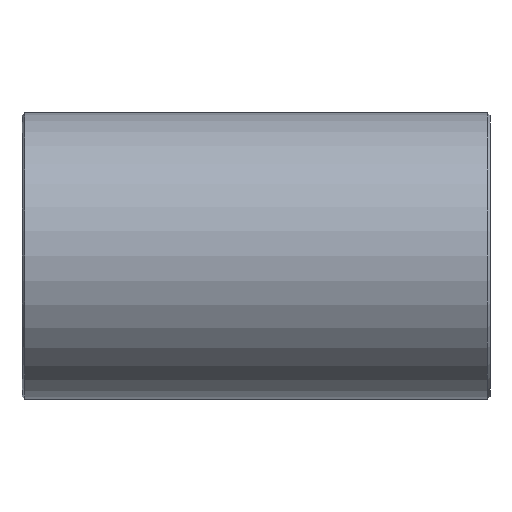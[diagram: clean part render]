
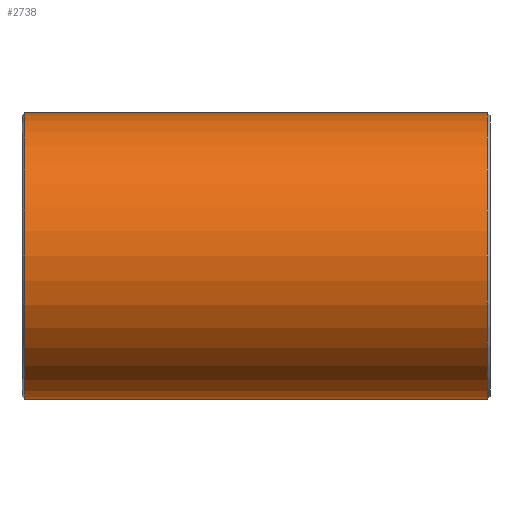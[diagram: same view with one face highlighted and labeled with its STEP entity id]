
A CAD part, front view. The second image highlights one B-rep face of the part: STEP entity #2738.
In plain terms, the highlighted cylindrical face has radius 49 mm (diameter 98 mm), a full revolution.
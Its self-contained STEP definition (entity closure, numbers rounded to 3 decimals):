
#27 = DIRECTION ( 'NONE',  ( 0., 0., -1. ) ) ;
#106 = CARTESIAN_POINT ( 'NONE',  ( 0., 0., 49. ) ) ;
#242 = DIRECTION ( 'NONE',  ( 0., 0., 1. ) ) ;
#399 = CARTESIAN_POINT ( 'NONE',  ( 79., 0., -49. ) ) ;
#1290 = ORIENTED_EDGE ( 'NONE', *, *, #2122, .T. ) ;
#1295 = EDGE_LOOP ( 'NONE', ( #7921 ) ) ;
#1656 = VERTEX_POINT ( 'NONE', #6001 ) ;
#1749 = FACE_OUTER_BOUND ( 'NONE', #2112, .T. ) ;
#2112 = EDGE_LOOP ( 'NONE', ( #3190 ) ) ;
#2122 = EDGE_CURVE ( 'NONE', #1656, #3027, #7072, .T. ) ;
#2440 = AXIS2_PLACEMENT_3D ( 'NONE', #3608, #3721, #5506 ) ;
#2452 = FACE_OUTER_BOUND ( 'NONE', #1295, .T. ) ;
#2632 = CARTESIAN_POINT ( 'NONE',  ( -113., 98., 49. ) ) ;
#2738 = ADVANCED_FACE ( 'NONE', ( #2452, #1749, #3567 ), #7357, .T. ) ;
#2948 = CARTESIAN_POINT ( 'NONE',  ( 0., 0., -49. ) ) ;
#2957 = VERTEX_POINT ( 'NONE', #399 ) ;
#3027 = VERTEX_POINT ( 'NONE', #3800 ) ;
#3190 = ORIENTED_EDGE ( 'NONE', *, *, #7671, .T. ) ;
#3243 = CIRCLE ( 'NONE', #7327, 49. ) ;
#3284 = CARTESIAN_POINT ( 'NONE',  ( -113., 98., -49. ) ) ;
#3567 = FACE_BOUND ( 'NONE', #7294, .T. ) ;
#3608 = CARTESIAN_POINT ( 'NONE',  ( 0., 0., 0. ) ) ;
#3721 = DIRECTION ( 'NONE',  ( 1., 0., 0. ) ) ;
#3800 = CARTESIAN_POINT ( 'NONE',  ( 0., 0., 49. ) ) ;
#3916 =( BOUNDED_CURVE ( )  B_SPLINE_CURVE ( 3, ( #106, #2632, #3284, #5790 ),
 .UNSPECIFIED., .F., .T. ) 
 B_SPLINE_CURVE_WITH_KNOTS ( ( 4, 4 ),
 ( 1.571, 4.712 ),
 .UNSPECIFIED. ) 
 CURVE ( )  GEOMETRIC_REPRESENTATION_ITEM ( )  RATIONAL_B_SPLINE_CURVE ( ( 1., 0.333, 0.333, 1. ) ) 
 REPRESENTATION_ITEM ( '' )  );
#4846 = CARTESIAN_POINT ( 'NONE',  ( 113., 98., -49. ) ) ;
#4908 = DIRECTION ( 'NONE',  ( -1., 0., 0. ) ) ;
#5192 = DIRECTION ( 'NONE',  ( 1., 0., 0. ) ) ;
#5274 = CARTESIAN_POINT ( 'NONE',  ( -79., 0., 0. ) ) ;
#5352 = CIRCLE ( 'NONE', #6660, 49. ) ;
#5464 = CARTESIAN_POINT ( 'NONE',  ( 0., 0., 49. ) ) ;
#5506 = DIRECTION ( 'NONE',  ( 0., 0., -1. ) ) ;
#5673 = CARTESIAN_POINT ( 'NONE',  ( 79., 0., 0. ) ) ;
#5790 = CARTESIAN_POINT ( 'NONE',  ( 0., 0., -49. ) ) ;
#6001 = CARTESIAN_POINT ( 'NONE',  ( 0., 0., -49. ) ) ;
#6114 = CARTESIAN_POINT ( 'NONE',  ( 113., 98., 49. ) ) ;
#6658 = CARTESIAN_POINT ( 'NONE',  ( -79., 0., 49. ) ) ;
#6660 = AXIS2_PLACEMENT_3D ( 'NONE', #5274, #5192, #242 ) ;
#7072 =( BOUNDED_CURVE ( )  B_SPLINE_CURVE ( 3, ( #2948, #4846, #6114, #5464 ),
 .UNSPECIFIED., .F., .T. ) 
 B_SPLINE_CURVE_WITH_KNOTS ( ( 4, 4 ),
 ( 1.571, 4.712 ),
 .UNSPECIFIED. ) 
 CURVE ( )  GEOMETRIC_REPRESENTATION_ITEM ( )  RATIONAL_B_SPLINE_CURVE ( ( 1., 0.333, 0.333, 1. ) ) 
 REPRESENTATION_ITEM ( '' )  );
#7215 = EDGE_CURVE ( 'NONE', #3027, #1656, #3916, .T. ) ;
#7236 = VERTEX_POINT ( 'NONE', #6658 ) ;
#7294 = EDGE_LOOP ( 'NONE', ( #7438, #1290 ) ) ;
#7327 = AXIS2_PLACEMENT_3D ( 'NONE', #5673, #4908, #27 ) ;
#7357 = CYLINDRICAL_SURFACE ( 'NONE', #2440, 49. ) ;
#7438 = ORIENTED_EDGE ( 'NONE', *, *, #7215, .T. ) ;
#7671 = EDGE_CURVE ( 'NONE', #7236, #7236, #5352, .T. ) ;
#7821 = EDGE_CURVE ( 'NONE', #2957, #2957, #3243, .T. ) ;
#7921 = ORIENTED_EDGE ( 'NONE', *, *, #7821, .T. ) ;
